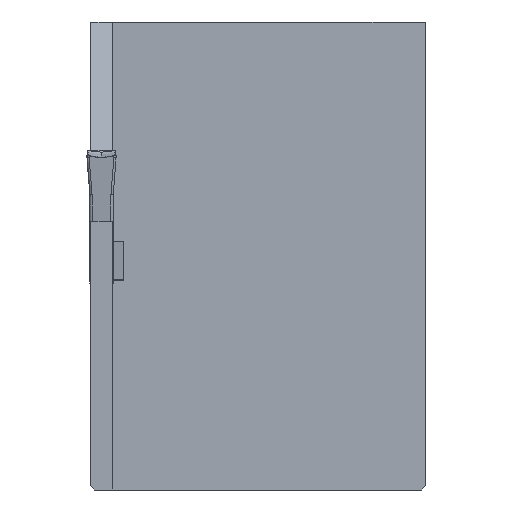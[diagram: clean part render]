
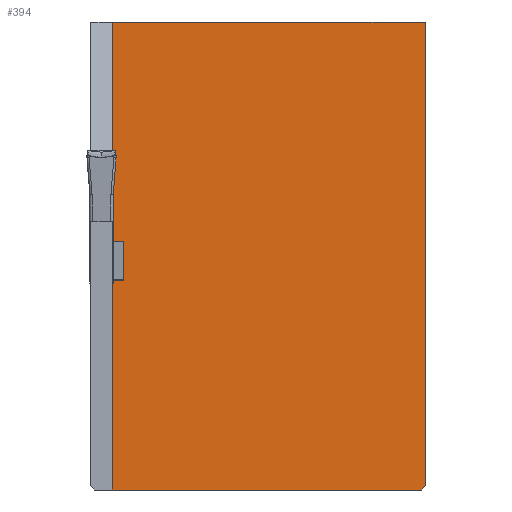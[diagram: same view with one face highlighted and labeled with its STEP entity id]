
A CAD part, left-side view. The second image highlights one B-rep face of the part: STEP entity #394.
In plain terms, the highlighted planar face has unit normal (-1, 0, 0).
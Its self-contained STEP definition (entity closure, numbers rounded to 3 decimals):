
#394=ADVANCED_FACE('',(#516),#463,.T.);
#463=PLANE('',#1541);
#516=FACE_OUTER_BOUND('',#585,.T.);
#585=EDGE_LOOP('',(#734,#735,#736,#737,#738,#739,#740,#741,#742));
#734=ORIENTED_EDGE('',*,*,#1155,.T.);
#735=ORIENTED_EDGE('',*,*,#1156,.F.);
#736=ORIENTED_EDGE('',*,*,#1157,.F.);
#737=ORIENTED_EDGE('',*,*,#1158,.T.);
#738=ORIENTED_EDGE('',*,*,#1110,.T.);
#739=ORIENTED_EDGE('',*,*,#1115,.T.);
#740=ORIENTED_EDGE('',*,*,#1117,.F.);
#741=ORIENTED_EDGE('',*,*,#1099,.T.);
#742=ORIENTED_EDGE('',*,*,#1095,.F.);
#985=VERTEX_POINT('',#1859);
#986=VERTEX_POINT('',#1861);
#989=VERTEX_POINT('',#1869);
#996=VERTEX_POINT('',#1886);
#998=VERTEX_POINT('',#1890);
#1002=VERTEX_POINT('',#1900);
#1023=VERTEX_POINT('',#1980);
#1024=VERTEX_POINT('',#1982);
#1025=VERTEX_POINT('',#1984);
#1095=EDGE_CURVE('',#985,#986,#1270,.T.);
#1099=EDGE_CURVE('',#989,#986,#1274,.T.);
#1110=EDGE_CURVE('',#996,#998,#1284,.T.);
#1115=EDGE_CURVE('',#998,#1002,#1289,.T.);
#1117=EDGE_CURVE('',#989,#1002,#1291,.T.);
#1155=EDGE_CURVE('',#985,#1023,#1325,.T.);
#1156=EDGE_CURVE('',#1024,#1023,#1326,.T.);
#1157=EDGE_CURVE('',#1025,#1024,#1327,.T.);
#1158=EDGE_CURVE('',#1025,#996,#1328,.T.);
#1270=LINE('',#1860,#1393);
#1274=LINE('',#1868,#1397);
#1284=LINE('',#1891,#1407);
#1289=LINE('',#1901,#1412);
#1291=LINE('',#1904,#1414);
#1325=LINE('',#1979,#1448);
#1326=LINE('',#1981,#1449);
#1327=LINE('',#1983,#1450);
#1328=LINE('',#1985,#1451);
#1393=VECTOR('',#1590,1.);
#1397=VECTOR('',#1596,1.);
#1407=VECTOR('',#1612,1.);
#1412=VECTOR('',#1619,1.);
#1414=VECTOR('',#1623,1.);
#1448=VECTOR('',#1699,1.);
#1449=VECTOR('',#1700,1.);
#1450=VECTOR('',#1701,1.);
#1451=VECTOR('',#1702,1.);
#1541=AXIS2_PLACEMENT_3D('',#1986,#1703,#1704);
#1590=DIRECTION('',(0.,-1.,0.));
#1596=DIRECTION('',(0.,0.,1.));
#1612=DIRECTION('',(0.,0.,-1.));
#1619=DIRECTION('',(0.,-1.,0.));
#1623=DIRECTION('',(0.,0.707,-0.707));
#1699=DIRECTION('',(0.,0.,-1.));
#1700=DIRECTION('',(0.,1.,0.));
#1701=DIRECTION('',(0.,0.,1.));
#1702=DIRECTION('',(0.,1.,0.));
#1703=DIRECTION('',(-1.,0.,0.));
#1704=DIRECTION('',(0.,0.,1.));
#1859=CARTESIAN_POINT('',(16.,-1.6,10.));
#1860=CARTESIAN_POINT('',(16.,-25.,10.));
#1861=CARTESIAN_POINT('',(16.,-25.,10.));
#1868=CARTESIAN_POINT('',(16.,-25.,10.));
#1869=CARTESIAN_POINT('',(16.,-25.,-24.7));
#1886=CARTESIAN_POINT('',(16.,-1.6,-9.241));
#1890=CARTESIAN_POINT('',(16.,-1.6,-25.));
#1891=CARTESIAN_POINT('',(16.,-1.6,10.));
#1900=CARTESIAN_POINT('',(16.,-24.7,-25.));
#1901=CARTESIAN_POINT('',(16.,-25.,-25.));
#1904=CARTESIAN_POINT('',(16.,-24.7,-25.));
#1979=CARTESIAN_POINT('',(16.,-1.6,10.));
#1980=CARTESIAN_POINT('',(16.,-1.6,-6.429));
#1981=CARTESIAN_POINT('',(16.,-25.,-6.429));
#1982=CARTESIAN_POINT('',(16.,-2.45,-6.429));
#1983=CARTESIAN_POINT('',(16.,-2.45,10.));
#1984=CARTESIAN_POINT('',(16.,-2.45,-9.241));
#1985=CARTESIAN_POINT('',(16.,-2.45,-9.241));
#1986=CARTESIAN_POINT('',(16.,-25.,10.));
